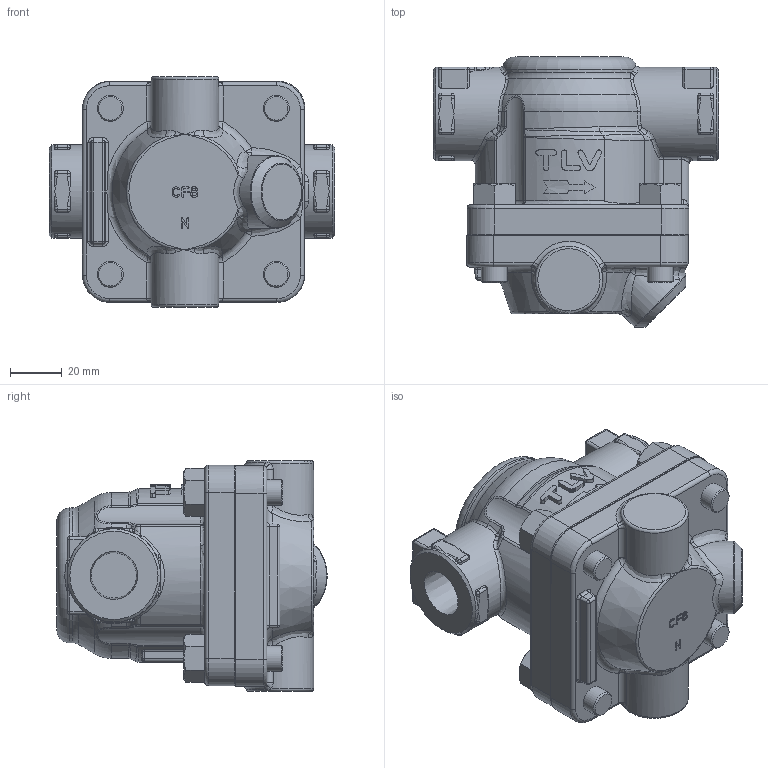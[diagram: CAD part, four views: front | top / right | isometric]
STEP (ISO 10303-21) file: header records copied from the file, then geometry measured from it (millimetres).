
FILE_DESCRIPTION(/* description */ (''),/* implementation_level */ '2;1');
FILE_NAME(/* name */ 's1nh2-015-screw-00.stp',/* time_stamp */ '2026-01-21T10:20:20+09:00',/* author */ ('shibuya'),/* organization */ (''),/* preprocessor_version */ 'ST-DEVELOPER v20',/* originating_system */ 'Autodesk Inventor 2025',/* authorisation */ '');
FILE_SCHEMA (('AUTOMOTIVE_DESIGN { 1 0 10303 214 3 1 1 }'));
Length unit declared in the file: millimetre
Products named in the file (1): 15A_SCREW_SS1N-M2_ASSY
Bounding box: 110 x 104.21 x 89 mm (x, y, z)
Volume: 469260.8 mm3; surface area: 51015.4 mm2
Topology: 1 solids, 6 shells, 813 faces, 2003 edges, 1161 vertices
Faces by surface type: plane 264, cylinder 232, bspline 193, torus 45, cone 42, sphere 37
Full cylindrical faces by diameter (mm): 6 x1, 10 x8, 11 x4, 17.5 x2, 36 x2
Entity records: 29522 total; most frequent: CARTESIAN_POINT 11708, ORIENTED_EDGE 3880, DIRECTION 3474, EDGE_CURVE 1940, AXIS2_PLACEMENT_3D 1376, VERTEX_POINT 1161, EDGE_LOOP 843, FACE_OUTER_BOUND 813
